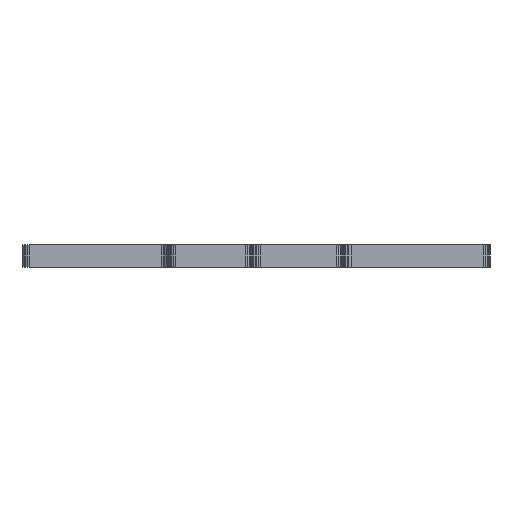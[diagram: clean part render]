
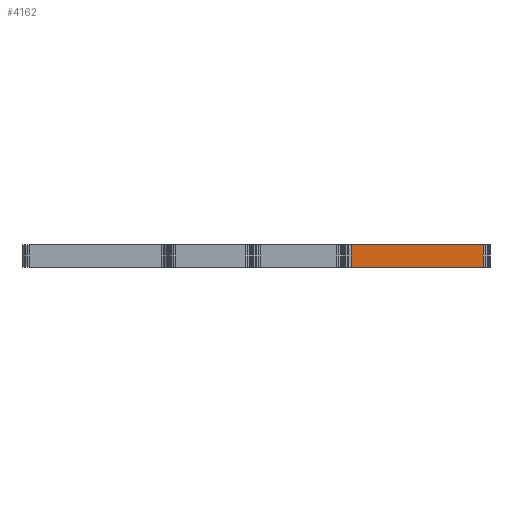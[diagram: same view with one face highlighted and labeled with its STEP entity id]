
A CAD part, front view. The second image highlights one B-rep face of the part: STEP entity #4162.
In plain terms, the highlighted planar face has unit normal (0, -1, 0).
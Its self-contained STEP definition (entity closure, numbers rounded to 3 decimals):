
#190 = VERTEX_POINT('',#191);
#191 = CARTESIAN_POINT('',(165.025,-102.032,0.));
#197 = EDGE_CURVE('',#190,#198,#200,.T.);
#198 = VERTEX_POINT('',#199);
#199 = CARTESIAN_POINT('',(155.829,-102.032,0.));
#200 = LINE('',#201,#202);
#201 = CARTESIAN_POINT('',(165.025,-102.032,0.));
#202 = VECTOR('',#203,1.);
#203 = DIRECTION('',(-1.,0.,0.));
#2050 = VERTEX_POINT('',#2051);
#2051 = CARTESIAN_POINT('',(165.025,-102.032,1.6));
#2057 = EDGE_CURVE('',#2050,#2058,#2060,.T.);
#2058 = VERTEX_POINT('',#2059);
#2059 = CARTESIAN_POINT('',(155.829,-102.032,1.6));
#2060 = LINE('',#2061,#2062);
#2061 = CARTESIAN_POINT('',(165.025,-102.032,1.6));
#2062 = VECTOR('',#2063,1.);
#2063 = DIRECTION('',(-1.,0.,0.));
#4134 = EDGE_CURVE('',#190,#2050,#4135,.T.);
#4135 = LINE('',#4136,#4137);
#4136 = CARTESIAN_POINT('',(165.025,-102.032,0.));
#4137 = VECTOR('',#4138,1.);
#4138 = DIRECTION('',(0.,0.,1.));
#4162 = ADVANCED_FACE('',(#4163),#4174,.T.);
#4163 = FACE_BOUND('',#4164,.T.);
#4164 = EDGE_LOOP('',(#4165,#4166,#4167,#4173));
#4165 = ORIENTED_EDGE('',*,*,#4134,.T.);
#4166 = ORIENTED_EDGE('',*,*,#2057,.T.);
#4167 = ORIENTED_EDGE('',*,*,#4168,.F.);
#4168 = EDGE_CURVE('',#198,#2058,#4169,.T.);
#4169 = LINE('',#4170,#4171);
#4170 = CARTESIAN_POINT('',(155.829,-102.032,0.));
#4171 = VECTOR('',#4172,1.);
#4172 = DIRECTION('',(0.,0.,1.));
#4173 = ORIENTED_EDGE('',*,*,#197,.F.);
#4174 = PLANE('',#4175);
#4175 = AXIS2_PLACEMENT_3D('',#4176,#4177,#4178);
#4176 = CARTESIAN_POINT('',(165.025,-102.032,0.));
#4177 = DIRECTION('',(0.,-1.,0.));
#4178 = DIRECTION('',(-1.,0.,0.));
